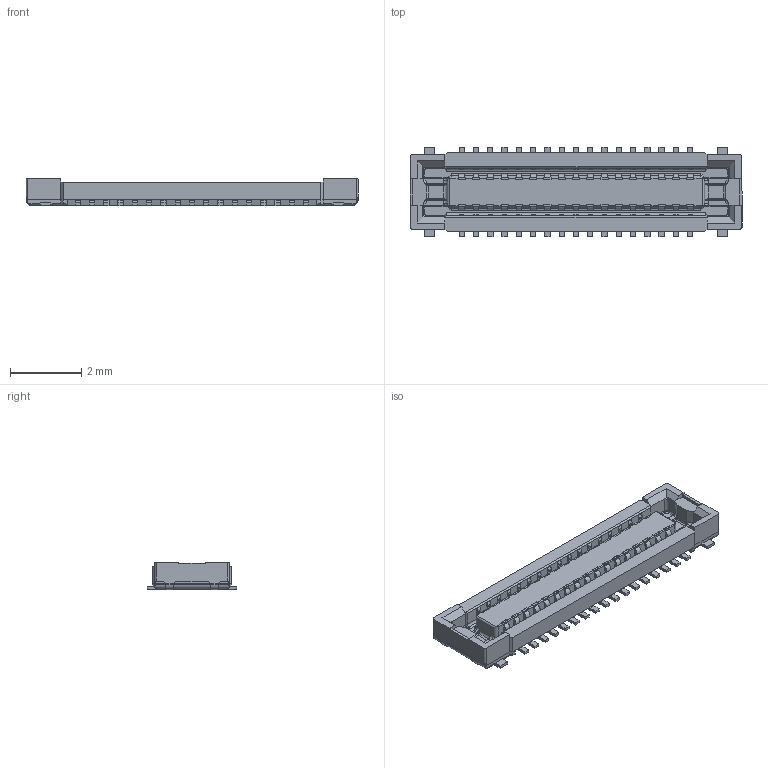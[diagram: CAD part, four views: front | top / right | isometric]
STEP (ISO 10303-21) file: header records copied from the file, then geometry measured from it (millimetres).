
FILE_DESCRIPTION (( 'STEP AP214' ), '1' );
FILE_NAME ('axe534127.step', '2024-06-21T09:56:06', ( '' ), ( '' ), 'SwSTEP 2.0', 'SolidWorks 2024', '' );
FILE_SCHEMA (( 'AUTOMOTIVE_DESIGN' ));
Length unit declared in the file: millimetre
Products named in the file (1): axe534127
Bounding box: 9.3 x 2.5 x 0.77 mm (x, y, z)
Volume: 10.4 mm3; surface area: 108.8 mm2
Topology: 36 solids, 36 shells, 1349 faces, 3525 edges, 2282 vertices
Faces by surface type: plane 1034, cylinder 287, bspline 20, cone 8
Entity records: 46503 total; most frequent: CARTESIAN_POINT 8589, ORIENTED_EDGE 7050, DIRECTION 6579, EDGE_CURVE 3525, VECTOR 2691, LINE 2691, VERTEX_POINT 2282, AXIS2_PLACEMENT_3D 1944
